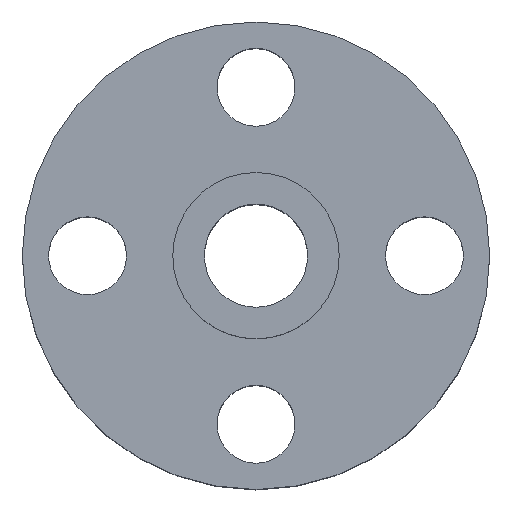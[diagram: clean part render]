
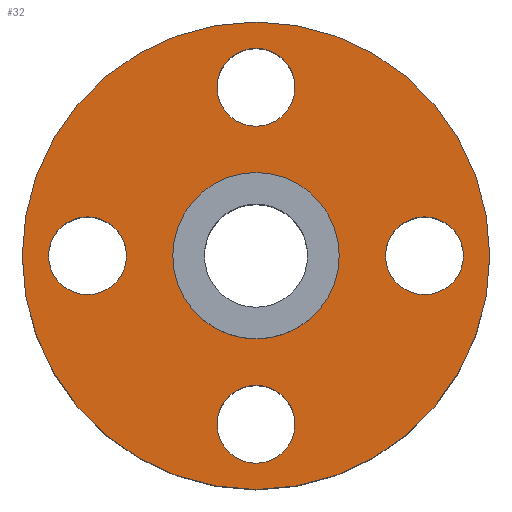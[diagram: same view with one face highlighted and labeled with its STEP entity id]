
A CAD part, top view. The second image highlights one B-rep face of the part: STEP entity #32.
In plain terms, the highlighted planar face has unit normal (0, 0, 1).
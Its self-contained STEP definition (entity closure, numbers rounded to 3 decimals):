
#17 = VERTEX_POINT ( 'NONE', #685 ) ;
#18 = ORIENTED_EDGE ( 'NONE', *, *, #452, .F. ) ;
#19 = ORIENTED_EDGE ( 'NONE', *, *, #393, .F. ) ;
#32 = ADVANCED_FACE ( 'NONE', ( #259, #620, #311, #606, #257, #608 ), #45, .T. ) ;
#39 = ORIENTED_EDGE ( 'NONE', *, *, #391, .F. ) ;
#45 = PLANE ( 'NONE',  #105 ) ;
#53 = DIRECTION ( 'NONE',  ( 0., 0., 1. ) ) ;
#62 = EDGE_CURVE ( 'NONE', #211, #216, #600, .T. ) ;
#63 = EDGE_CURVE ( 'NONE', #385, #237, #256, .T. ) ;
#67 = EDGE_CURVE ( 'NONE', #17, #308, #250, .T. ) ;
#74 = ORIENTED_EDGE ( 'NONE', *, *, #62, .F. ) ;
#75 = ORIENTED_EDGE ( 'NONE', *, *, #475, .F. ) ;
#76 = ORIENTED_EDGE ( 'NONE', *, *, #80, .T. ) ;
#80 = EDGE_CURVE ( 'NONE', #224, #384, #220, .T. ) ;
#105 = AXIS2_PLACEMENT_3D ( 'NONE', #160, #53, #203 ) ;
#106 = AXIS2_PLACEMENT_3D ( 'NONE', #598, #628, #632 ) ;
#107 = CIRCLE ( 'NONE', #165, 11.1 ) ;
#108 = ORIENTED_EDGE ( 'NONE', *, *, #510, .F. ) ;
#123 = AXIS2_PLACEMENT_3D ( 'NONE', #543, #547, #673 ) ;
#126 = AXIS2_PLACEMENT_3D ( 'NONE', #674, #646, #676 ) ;
#128 = AXIS2_PLACEMENT_3D ( 'NONE', #667, #509, #650 ) ;
#138 = ORIENTED_EDGE ( 'NONE', *, *, #67, .F. ) ;
#160 = CARTESIAN_POINT ( 'NONE',  ( -10.728, 0.729, 11.516 ) ) ;
#165 = AXIS2_PLACEMENT_3D ( 'NONE', #575, #470, #594 ) ;
#167 = CIRCLE ( 'NONE', #177, 3.95 ) ;
#169 = CIRCLE ( 'NONE', #175, 1.85 ) ;
#170 = ORIENTED_EDGE ( 'NONE', *, *, #295, .T. ) ;
#175 = AXIS2_PLACEMENT_3D ( 'NONE', #530, #535, #513 ) ;
#177 = AXIS2_PLACEMENT_3D ( 'NONE', #544, #545, #568 ) ;
#179 = AXIS2_PLACEMENT_3D ( 'NONE', #536, #540, #538 ) ;
#193 = AXIS2_PLACEMENT_3D ( 'NONE', #453, #451, #449 ) ;
#197 = AXIS2_PLACEMENT_3D ( 'NONE', #430, #429, #428 ) ;
#198 = ORIENTED_EDGE ( 'NONE', *, *, #63, .F. ) ;
#202 = ORIENTED_EDGE ( 'NONE', *, *, #527, .F. ) ;
#203 = DIRECTION ( 'NONE',  ( 1., 0., 0. ) ) ;
#209 = CIRCLE ( 'NONE', #193, 1.85 ) ;
#211 = VERTEX_POINT ( 'NONE', #647 ) ;
#216 = VERTEX_POINT ( 'NONE', #648 ) ;
#220 = CIRCLE ( 'NONE', #123, 11.1 ) ;
#224 = VERTEX_POINT ( 'NONE', #649 ) ;
#237 = VERTEX_POINT ( 'NONE', #576 ) ;
#240 = VERTEX_POINT ( 'NONE', #586 ) ;
#250 = CIRCLE ( 'NONE', #126, 3.95 ) ;
#254 = CIRCLE ( 'NONE', #666, 1.85 ) ;
#255 = CIRCLE ( 'NONE', #197, 1.85 ) ;
#256 = CIRCLE ( 'NONE', #128, 1.85 ) ;
#257 = FACE_BOUND ( 'NONE', #440, .T. ) ;
#258 = CIRCLE ( 'NONE', #659, 1.85 ) ;
#259 = FACE_OUTER_BOUND ( 'NONE', #419, .T. ) ;
#280 = CIRCLE ( 'NONE', #179, 1.85 ) ;
#295 = EDGE_CURVE ( 'NONE', #384, #224, #107, .T. ) ;
#308 = VERTEX_POINT ( 'NONE', #471 ) ;
#311 = FACE_BOUND ( 'NONE', #463, .T. ) ;
#366 = CARTESIAN_POINT ( 'NONE',  ( -12.578, 8.729, 11.516 ) ) ;
#376 = ORIENTED_EDGE ( 'NONE', *, *, #395, .F. ) ;
#379 = DIRECTION ( 'NONE',  ( 1., 0., 0. ) ) ;
#381 = DIRECTION ( 'NONE',  ( 0., 0., 1. ) ) ;
#383 = CARTESIAN_POINT ( 'NONE',  ( -10.728, 8.729, 11.516 ) ) ;
#384 = VERTEX_POINT ( 'NONE', #550 ) ;
#385 = VERTEX_POINT ( 'NONE', #552 ) ;
#387 = VERTEX_POINT ( 'NONE', #553 ) ;
#389 = DIRECTION ( 'NONE',  ( 1., 0., 0. ) ) ;
#391 = EDGE_CURVE ( 'NONE', #240, #431, #280, .T. ) ;
#392 = DIRECTION ( 'NONE',  ( 0., 0., 1. ) ) ;
#393 = EDGE_CURVE ( 'NONE', #308, #17, #167, .T. ) ;
#394 = CARTESIAN_POINT ( 'NONE',  ( -2.728, 0.729, 11.516 ) ) ;
#395 = EDGE_CURVE ( 'NONE', #398, #387, #169, .T. ) ;
#398 = VERTEX_POINT ( 'NONE', #570 ) ;
#416 = EDGE_LOOP ( 'NONE', ( #74, #108 ) ) ;
#419 = EDGE_LOOP ( 'NONE', ( #76, #170 ) ) ;
#428 = DIRECTION ( 'NONE',  ( 1., 0., 0. ) ) ;
#429 = DIRECTION ( 'NONE',  ( 0., 0., 1. ) ) ;
#430 = CARTESIAN_POINT ( 'NONE',  ( -18.728, 0.729, 11.516 ) ) ;
#431 = VERTEX_POINT ( 'NONE', #366 ) ;
#440 = EDGE_LOOP ( 'NONE', ( #39, #202 ) ) ;
#449 = DIRECTION ( 'NONE',  ( 1., 0., 0. ) ) ;
#451 = DIRECTION ( 'NONE',  ( 0., 0., 1. ) ) ;
#452 = EDGE_CURVE ( 'NONE', #387, #398, #209, .T. ) ;
#453 = CARTESIAN_POINT ( 'NONE',  ( -10.728, -7.271, 11.516 ) ) ;
#455 = EDGE_LOOP ( 'NONE', ( #376, #18 ) ) ;
#459 = EDGE_LOOP ( 'NONE', ( #138, #19 ) ) ;
#463 = EDGE_LOOP ( 'NONE', ( #198, #75 ) ) ;
#470 = DIRECTION ( 'NONE',  ( 0., 0., 1. ) ) ;
#471 = CARTESIAN_POINT ( 'NONE',  ( -6.778, 0.729, 11.516 ) ) ;
#475 = EDGE_CURVE ( 'NONE', #237, #385, #255, .T. ) ;
#509 = DIRECTION ( 'NONE',  ( 0., 0., 1. ) ) ;
#510 = EDGE_CURVE ( 'NONE', #216, #211, #258, .T. ) ;
#513 = DIRECTION ( 'NONE',  ( 1., 0., 0. ) ) ;
#527 = EDGE_CURVE ( 'NONE', #431, #240, #254, .T. ) ;
#530 = CARTESIAN_POINT ( 'NONE',  ( -10.728, -7.271, 11.516 ) ) ;
#535 = DIRECTION ( 'NONE',  ( 0., 0., 1. ) ) ;
#536 = CARTESIAN_POINT ( 'NONE',  ( -10.728, 8.729, 11.516 ) ) ;
#538 = DIRECTION ( 'NONE',  ( 1., 0., 0. ) ) ;
#540 = DIRECTION ( 'NONE',  ( 0., 0., 1. ) ) ;
#543 = CARTESIAN_POINT ( 'NONE',  ( -10.728, 0.729, 11.516 ) ) ;
#544 = CARTESIAN_POINT ( 'NONE',  ( -10.728, 0.729, 11.516 ) ) ;
#545 = DIRECTION ( 'NONE',  ( 0., 0., 1. ) ) ;
#547 = DIRECTION ( 'NONE',  ( 0., 0., 1. ) ) ;
#550 = CARTESIAN_POINT ( 'NONE',  ( -21.828, 0.729, 11.516 ) ) ;
#552 = CARTESIAN_POINT ( 'NONE',  ( -16.878, 0.729, 11.516 ) ) ;
#553 = CARTESIAN_POINT ( 'NONE',  ( -12.578, -7.271, 11.516 ) ) ;
#568 = DIRECTION ( 'NONE',  ( 1., 0., 0. ) ) ;
#570 = CARTESIAN_POINT ( 'NONE',  ( -8.878, -7.271, 11.516 ) ) ;
#575 = CARTESIAN_POINT ( 'NONE',  ( -10.728, 0.729, 11.516 ) ) ;
#576 = CARTESIAN_POINT ( 'NONE',  ( -20.578, 0.729, 11.516 ) ) ;
#586 = CARTESIAN_POINT ( 'NONE',  ( -8.878, 8.729, 11.516 ) ) ;
#594 = DIRECTION ( 'NONE',  ( 1., 0., 0. ) ) ;
#598 = CARTESIAN_POINT ( 'NONE',  ( -2.728, 0.729, 11.516 ) ) ;
#600 = CIRCLE ( 'NONE', #106, 1.85 ) ;
#606 = FACE_BOUND ( 'NONE', #455, .T. ) ;
#608 = FACE_BOUND ( 'NONE', #459, .T. ) ;
#620 = FACE_BOUND ( 'NONE', #416, .T. ) ;
#628 = DIRECTION ( 'NONE',  ( 0., 0., 1. ) ) ;
#632 = DIRECTION ( 'NONE',  ( 1., 0., 0. ) ) ;
#646 = DIRECTION ( 'NONE',  ( 0., 0., 1. ) ) ;
#647 = CARTESIAN_POINT ( 'NONE',  ( -0.878, 0.729, 11.516 ) ) ;
#648 = CARTESIAN_POINT ( 'NONE',  ( -4.578, 0.729, 11.516 ) ) ;
#649 = CARTESIAN_POINT ( 'NONE',  ( 0.372, 0.729, 11.516 ) ) ;
#650 = DIRECTION ( 'NONE',  ( 1., 0., 0. ) ) ;
#659 = AXIS2_PLACEMENT_3D ( 'NONE', #394, #392, #389 ) ;
#666 = AXIS2_PLACEMENT_3D ( 'NONE', #383, #381, #379 ) ;
#667 = CARTESIAN_POINT ( 'NONE',  ( -18.728, 0.729, 11.516 ) ) ;
#673 = DIRECTION ( 'NONE',  ( 1., 0., 0. ) ) ;
#674 = CARTESIAN_POINT ( 'NONE',  ( -10.728, 0.729, 11.516 ) ) ;
#676 = DIRECTION ( 'NONE',  ( 1., 0., 0. ) ) ;
#685 = CARTESIAN_POINT ( 'NONE',  ( -14.678, 0.729, 11.516 ) ) ;
